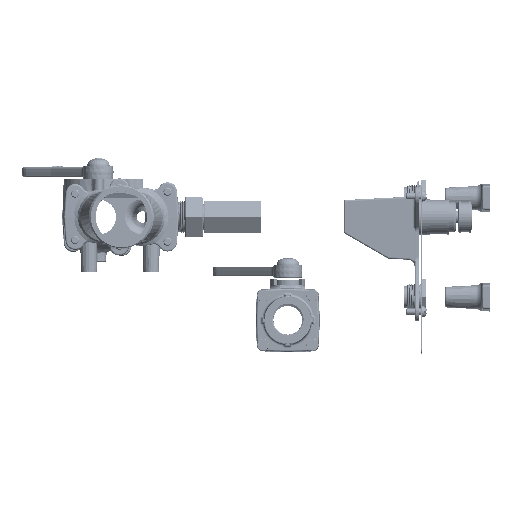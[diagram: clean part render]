
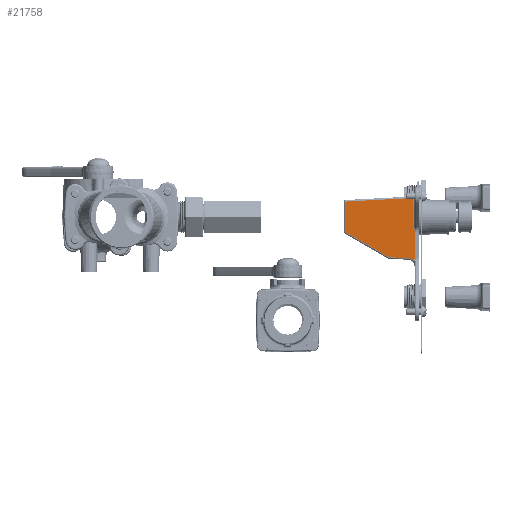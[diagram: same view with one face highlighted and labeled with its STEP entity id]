
A CAD part, top view. The second image highlights one B-rep face of the part: STEP entity #21758.
In plain terms, the highlighted face is planar.
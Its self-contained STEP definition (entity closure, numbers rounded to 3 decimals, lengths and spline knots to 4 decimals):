
#3512 = ORIENTED_EDGE ( 'NONE', *, *, #58201, .F. ) ;
#3513 = ORIENTED_EDGE ( 'NONE', *, *, #58200, .T. ) ;
#3514 = ORIENTED_EDGE ( 'NONE', *, *, #58202, .F. ) ;
#3515 = ORIENTED_EDGE ( 'NONE', *, *, #58203, .F. ) ;
#3516 = ORIENTED_EDGE ( 'NONE', *, *, #58178, .T. ) ;
#3517 = ORIENTED_EDGE ( 'NONE', *, *, #58180, .T. ) ;
#3518 = ORIENTED_EDGE ( 'NONE', *, *, #58182, .T. ) ;
#3519 = ORIENTED_EDGE ( 'NONE', *, *, #58204, .F. ) ;
#3520 = ORIENTED_EDGE ( 'NONE', *, *, #58205, .F. ) ;
#3521 = ORIENTED_EDGE ( 'NONE', *, *, #58206, .F. ) ;
#3523 = ORIENTED_EDGE ( 'NONE', *, *, #58207, .F. ) ;
#15374 = VERTEX_POINT ( 'NONE', #89341 ) ;
#15376 = VERTEX_POINT ( 'NONE', #89345 ) ;
#15381 = VERTEX_POINT ( 'NONE', #89355 ) ;
#15388 = VERTEX_POINT ( 'NONE', #89369 ) ;
#15393 = VERTEX_POINT ( 'NONE', #89379 ) ;
#15395 = VERTEX_POINT ( 'NONE', #89383 ) ;
#15396 = VERTEX_POINT ( 'NONE', #89385 ) ;
#15397 = VERTEX_POINT ( 'NONE', #89387 ) ;
#15399 = VERTEX_POINT ( 'NONE', #89391 ) ;
#15400 = VERTEX_POINT ( 'NONE', #89393 ) ;
#15402 = VERTEX_POINT ( 'NONE', #89397 ) ;
#16077 = EDGE_LOOP ( 'NONE', ( #3512, #3513, #3514, #3515, #3516, #3517, #3518, #3519, #3520, #3521, #3523 ) ) ;
#21758 = ADVANCED_FACE ( 'NONE', ( #95499 ), #79436, .T. ) ;
#41355 = AXIS2_PLACEMENT_3D ( 'NONE', #79433, #79475, #79478 ) ;
#58178 = EDGE_CURVE ( 'NONE', #15381, #15374, #63945, .T. ) ;
#58180 = EDGE_CURVE ( 'NONE', #15374, #15376, #63947, .T. ) ;
#58182 = EDGE_CURVE ( 'NONE', #15376, #15388, #63952, .T. ) ;
#58200 = EDGE_CURVE ( 'NONE', #15393, #15397, #110913, .T. ) ;
#58201 = EDGE_CURVE ( 'NONE', #15393, #15395, #110914, .T. ) ;
#58202 = EDGE_CURVE ( 'NONE', #15400, #15397, #64010, .T. ) ;
#58203 = EDGE_CURVE ( 'NONE', #15381, #15400, #64012, .T. ) ;
#58204 = EDGE_CURVE ( 'NONE', #15402, #15388, #110915, .T. ) ;
#58205 = EDGE_CURVE ( 'NONE', #15396, #15402, #110916, .T. ) ;
#58206 = EDGE_CURVE ( 'NONE', #15399, #15396, #110917, .T. ) ;
#58207 = EDGE_CURVE ( 'NONE', #15395, #15399, #64017, .T. ) ;
#63945 = LINE ( 'NONE', #67525, #63949 ) ;
#63947 = LINE ( 'NONE', #67564, #63956 ) ;
#63949 = VECTOR ( 'NONE', #67507, 39.3701 ) ;
#63952 = LINE ( 'NONE', #67585, #63962 ) ;
#63956 = VECTOR ( 'NONE', #67554, 39.3701 ) ;
#63962 = VECTOR ( 'NONE', #67557, 39.3701 ) ;
#64010 = LINE ( 'NONE', #67832, #64015 ) ;
#64012 = LINE ( 'NONE', #67839, #64019 ) ;
#64015 = VECTOR ( 'NONE', #67837, 39.3701 ) ;
#64017 = LINE ( 'NONE', #67882, #64023 ) ;
#64019 = VECTOR ( 'NONE', #67844, 39.3701 ) ;
#64023 = VECTOR ( 'NONE', #67908, 39.3701 ) ;
#67507 = DIRECTION ( 'NONE',  ( 0., -1., 0. ) ) ;
#67525 = CARTESIAN_POINT ( 'NONE',  ( 0.5991, -0.5625, 2.8792 ) ) ;
#67554 = DIRECTION ( 'NONE',  ( 0.045, -0.499, -0.865 ) ) ;
#67557 = DIRECTION ( 'NONE',  ( 0.052, -0.052, -0.997 ) ) ;
#67564 = CARTESIAN_POINT ( 'NONE',  ( 0.5991, -0.5882, 2.8792 ) ) ;
#67585 = CARTESIAN_POINT ( 'NONE',  ( 0.6876, -1.5626, 1.1915 ) ) ;
#67753 = CARTESIAN_POINT ( 'NONE',  ( 0.7373, -0.3701, 0.2424 ) ) ;
#67773 = CARTESIAN_POINT ( 'NONE',  ( 0.7373, -0.3701, 0.2424 ) ) ;
#67778 = CARTESIAN_POINT ( 'NONE',  ( 0.7371, -0.3552, 0.2453 ) ) ;
#67792 = CARTESIAN_POINT ( 'NONE',  ( 0.7374, -0.3831, 0.2399 ) ) ;
#67794 = CARTESIAN_POINT ( 'NONE',  ( 0.7371, -0.34, 0.2468 ) ) ;
#67797 = CARTESIAN_POINT ( 'NONE',  ( 0.7371, -0.3244, 0.2468 ) ) ;
#67802 = CARTESIAN_POINT ( 'NONE',  ( 0.7375, -1.675, 0.2388 ) ) ;
#67804 = CARTESIAN_POINT ( 'NONE',  ( 0.7386, -1.6974, 0.2171 ) ) ;
#67807 = CARTESIAN_POINT ( 'NONE',  ( 0.7377, -0.4045, 0.234 ) ) ;
#67810 = CARTESIAN_POINT ( 'NONE',  ( 0.7385, -0.4417, 0.2194 ) ) ;
#67813 = CARTESIAN_POINT ( 'NONE',  ( 0.7394, -0.4729, 0.203 ) ) ;
#67815 = CARTESIAN_POINT ( 'NONE',  ( 0.7402, -0.4991, 0.1873 ) ) ;
#67818 = CARTESIAN_POINT ( 'NONE',  ( 0.7407, -0.5147, 0.1776 ) ) ;
#67821 = CARTESIAN_POINT ( 'NONE',  ( 0.7412, -0.5292, 0.1687 ) ) ;
#67824 = CARTESIAN_POINT ( 'NONE',  ( 0.7417, -0.5474, 0.1581 ) ) ;
#67827 = CARTESIAN_POINT ( 'NONE',  ( 0.742, -0.5624, 0.1526 ) ) ;
#67830 = CARTESIAN_POINT ( 'NONE',  ( 0.742, -0.5709, 0.1526 ) ) ;
#67832 = CARTESIAN_POINT ( 'NONE',  ( 0.7371, 0.2111, 0.2468 ) ) ;
#67837 = DIRECTION ( 'NONE',  ( 0., -1., 0. ) ) ;
#67839 = CARTESIAN_POINT ( 'NONE',  ( 0.6692, 0.6703, 1.5418 ) ) ;
#67844 = DIRECTION ( 'NONE',  ( 0.052, 0.052, -0.997 ) ) ;
#67848 = CARTESIAN_POINT ( 'NONE',  ( 0.7388, -1.6897, 0.2136 ) ) ;
#67851 = CARTESIAN_POINT ( 'NONE',  ( 0.7389, -1.686, 0.2117 ) ) ;
#67854 = CARTESIAN_POINT ( 'NONE',  ( 0.7362, -1.6559, 0.2638 ) ) ;
#67857 = CARTESIAN_POINT ( 'NONE',  ( 0.7326, -1.6184, 0.3321 ) ) ;
#67860 = CARTESIAN_POINT ( 'NONE',  ( 0.7302, -1.6053, 0.3783 ) ) ;
#67863 = CARTESIAN_POINT ( 'NONE',  ( 0.7277, -1.6028, 0.4249 ) ) ;
#67865 = CARTESIAN_POINT ( 'NONE',  ( 0.742, -1.571, 0.1526 ) ) ;
#67870 = CARTESIAN_POINT ( 'NONE',  ( 0.742, -1.5768, 0.1526 ) ) ;
#67872 = CARTESIAN_POINT ( 'NONE',  ( 0.7387, -1.6936, 0.2154 ) ) ;
#67875 = CARTESIAN_POINT ( 'NONE',  ( 0.7386, -1.6974, 0.2171 ) ) ;
#67882 = CARTESIAN_POINT ( 'NONE',  ( 0.742, -1.0709, 0.1526 ) ) ;
#67885 = CARTESIAN_POINT ( 'NONE',  ( 0.7419, -1.5867, 0.155 ) ) ;
#67888 = CARTESIAN_POINT ( 'NONE',  ( 0.7416, -1.5995, 0.1612 ) ) ;
#67891 = CARTESIAN_POINT ( 'NONE',  ( 0.7412, -1.6117, 0.1681 ) ) ;
#67894 = CARTESIAN_POINT ( 'NONE',  ( 0.7406, -1.6296, 0.1791 ) ) ;
#67897 = CARTESIAN_POINT ( 'NONE',  ( 0.74, -1.6486, 0.1909 ) ) ;
#67900 = CARTESIAN_POINT ( 'NONE',  ( 0.7394, -1.669, 0.2027 ) ) ;
#67903 = CARTESIAN_POINT ( 'NONE',  ( 0.7391, -1.6799, 0.2086 ) ) ;
#67905 = CARTESIAN_POINT ( 'NONE',  ( 0.7389, -1.686, 0.2117 ) ) ;
#67908 = DIRECTION ( 'NONE',  ( 0., -1., 0. ) ) ;
#79433 = CARTESIAN_POINT ( 'NONE',  ( 0.75, -1.9432, 0. ) ) ;
#79436 = PLANE ( 'NONE',  #41355 ) ;
#79475 = DIRECTION ( 'NONE',  ( 0.999, 0., 0.052 ) ) ;
#79478 = DIRECTION ( 'NONE',  ( 0., 1., 0. ) ) ;
#89341 = CARTESIAN_POINT ( 'NONE',  ( 0.5991, -0.5882, 2.8792 ) ) ;
#89345 = CARTESIAN_POINT ( 'NONE',  ( 0.6876, -1.5626, 1.1915 ) ) ;
#89355 = CARTESIAN_POINT ( 'NONE',  ( 0.5991, 0.6002, 2.8792 ) ) ;
#89369 = CARTESIAN_POINT ( 'NONE',  ( 0.7277, -1.6028, 0.4249 ) ) ;
#89379 = CARTESIAN_POINT ( 'NONE',  ( 0.7373, -0.3701, 0.2424 ) ) ;
#89383 = CARTESIAN_POINT ( 'NONE',  ( 0.742, -0.5709, 0.1526 ) ) ;
#89385 = CARTESIAN_POINT ( 'NONE',  ( 0.7389, -1.686, 0.2117 ) ) ;
#89387 = CARTESIAN_POINT ( 'NONE',  ( 0.7371, -0.3244, 0.2468 ) ) ;
#89391 = CARTESIAN_POINT ( 'NONE',  ( 0.742, -1.571, 0.1526 ) ) ;
#89393 = CARTESIAN_POINT ( 'NONE',  ( 0.7371, 0.7382, 0.2465 ) ) ;
#89397 = CARTESIAN_POINT ( 'NONE',  ( 0.7386, -1.6974, 0.2171 ) ) ;
#95499 = FACE_OUTER_BOUND ( 'NONE', #16077, .T. ) ;
#110913 = B_SPLINE_CURVE_WITH_KNOTS ( 'NONE', 3,
 ( #67773, #67778, #67794, #67797 ),
 .UNSPECIFIED., .F., .F.,
 ( 4, 4 ),
 ( 0., 1. ),
 .UNSPECIFIED. ) ;
#110914 = B_SPLINE_CURVE_WITH_KNOTS ( 'NONE', 3,
 ( #67753, #67792, #67807, #67810, #67813, #67815, #67818, #67821, #67824, #67827, #67830 ),
 .UNSPECIFIED., .F., .F.,
 ( 4, 1, 1, 1, 1, 1, 1, 1, 4 ),
 ( 0., 0.1795, 0.2997, 0.54, 0.6564, 0.7136, 0.7886, 0.8858, 1. ),
 .UNSPECIFIED. ) ;
#110915 = B_SPLINE_CURVE_WITH_KNOTS ( 'NONE', 3,
 ( #67804, #67802, #67854, #67857, #67860, #67863 ),
 .UNSPECIFIED., .F., .F.,
 ( 4, 2, 4 ),
 ( 0., 0.4, 1. ),
 .UNSPECIFIED. ) ;
#110916 = B_SPLINE_CURVE_WITH_KNOTS ( 'NONE', 3,
 ( #67851, #67848, #67872, #67875 ),
 .UNSPECIFIED., .F., .F.,
 ( 4, 4 ),
 ( 0., 1. ),
 .UNSPECIFIED. ) ;
#110917 = B_SPLINE_CURVE_WITH_KNOTS ( 'NONE', 3,
 ( #67865, #67870, #67885, #67888, #67891, #67894, #67897, #67900, #67903, #67905 ),
 .UNSPECIFIED., .F., .F.,
 ( 4, 1, 1, 1, 1, 1, 1, 4 ),
 ( 0., 0.1339, 0.2298, 0.3284, 0.458, 0.7137, 0.8443, 1. ),
 .UNSPECIFIED. ) ;
